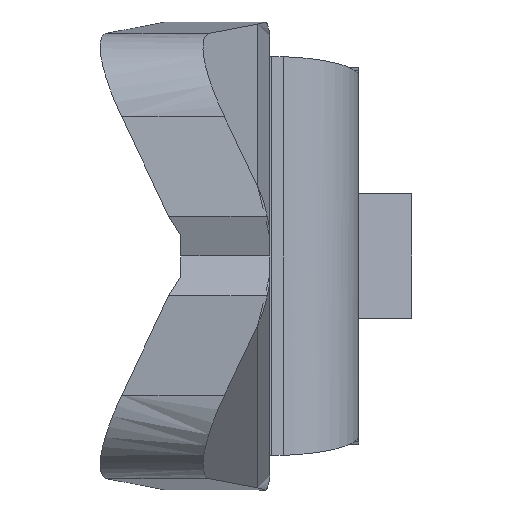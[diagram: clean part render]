
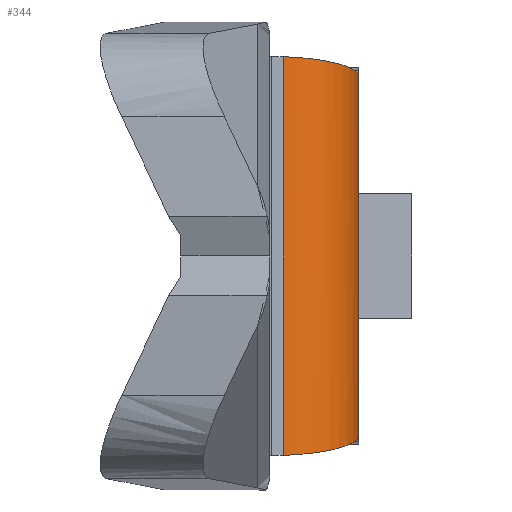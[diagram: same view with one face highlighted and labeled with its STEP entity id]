
A CAD part, left-side view. The second image highlights one B-rep face of the part: STEP entity #344.
In plain terms, the highlighted free-form (B-spline) face has degree [1, 2] with [2, 3] control points.
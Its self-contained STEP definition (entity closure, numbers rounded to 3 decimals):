
#284=CARTESIAN_POINT('',(-13.98,-8.,-9.423));
#285=CARTESIAN_POINT('',(-13.98,-8.,9.434));
#286=CARTESIAN_POINT('',(-17.672,-8.032,-9.423));
#287=CARTESIAN_POINT('',(-17.672,-8.032,9.434));
#288=CARTESIAN_POINT('',(-18.09,-4.364,-9.423));
#289=CARTESIAN_POINT('',(-18.09,-4.364,9.434));
#297=(BOUNDED_SURFACE()B_SPLINE_SURFACE(1,2,((#284,#286,#288),(#285,#287,#289)),.UNSPECIFIED.,.F.,.F.,.U.)B_SPLINE_SURFACE_WITH_KNOTS((2,2),(3,3),(0.0,18.857),(0.0,6.295),.UNSPECIFIED.)GEOMETRIC_REPRESENTATION_ITEM()RATIONAL_B_SPLINE_SURFACE(((1.0,0.743,1.0),(1.0,0.743,1.0)))REPRESENTATION_ITEM('')SURFACE());
#298=CARTESIAN_POINT('',(-14.016,-8.,-8.094));
#299=VERTEX_POINT('',#298);
#300=CARTESIAN_POINT('',(-18.054,-4.612,-8.974));
#301=VERTEX_POINT('',#300);
#302=CARTESIAN_POINT('',(-14.016,-8.,-8.094));
#303=CARTESIAN_POINT('',(-17.456,-8.,-8.844));
#304=CARTESIAN_POINT('',(-18.054,-4.612,-8.974));
#312=(BOUNDED_CURVE()B_SPLINE_CURVE(2,(#302,#303,#304),.UNSPECIFIED.,.F.,.U.)CURVE()GEOMETRIC_REPRESENTATION_ITEM()QUASI_UNIFORM_CURVE()RATIONAL_B_SPLINE_CURVE((1.0,0.766,1.0))REPRESENTATION_ITEM(''));
#313=EDGE_CURVE('',#299,#301,#312,.T.);
#314=ORIENTED_EDGE('',*,*,#313,.F.);
#315=CARTESIAN_POINT('',(-14.016,-8.,8.094));
#316=VERTEX_POINT('',#315);
#317=CARTESIAN_POINT('',(-14.016,-8.,8.094));
#318=CARTESIAN_POINT('',(-14.016,-8.,-8.094));
#319=QUASI_UNIFORM_CURVE('',1,(#317,#318),.UNSPECIFIED.,.F.,.U.);
#320=EDGE_CURVE('',#316,#299,#319,.T.);
#321=ORIENTED_EDGE('',*,*,#320,.F.);
#322=CARTESIAN_POINT('',(-18.054,-4.612,8.974));
#323=VERTEX_POINT('',#322);
#324=CARTESIAN_POINT('',(-18.054,-4.612,8.974));
#325=CARTESIAN_POINT('',(-17.456,-8.,8.844));
#326=CARTESIAN_POINT('',(-14.016,-8.,8.094));
#334=(BOUNDED_CURVE()B_SPLINE_CURVE(2,(#324,#325,#326),.UNSPECIFIED.,.F.,.U.)CURVE()GEOMETRIC_REPRESENTATION_ITEM()QUASI_UNIFORM_CURVE()RATIONAL_B_SPLINE_CURVE((1.0,0.766,1.0))REPRESENTATION_ITEM(''));
#335=EDGE_CURVE('',#323,#316,#334,.T.);
#336=ORIENTED_EDGE('',*,*,#335,.F.);
#337=CARTESIAN_POINT('',(-18.054,-4.612,-8.974));
#338=CARTESIAN_POINT('',(-18.054,-4.612,8.974));
#339=QUASI_UNIFORM_CURVE('',1,(#337,#338),.UNSPECIFIED.,.F.,.U.);
#340=EDGE_CURVE('',#301,#323,#339,.T.);
#341=ORIENTED_EDGE('',*,*,#340,.F.);
#342=EDGE_LOOP('',(#314,#321,#336,#341));
#343=FACE_OUTER_BOUND('',#342,.T.);
#344=ADVANCED_FACE('',(#343),#297,.T.);
